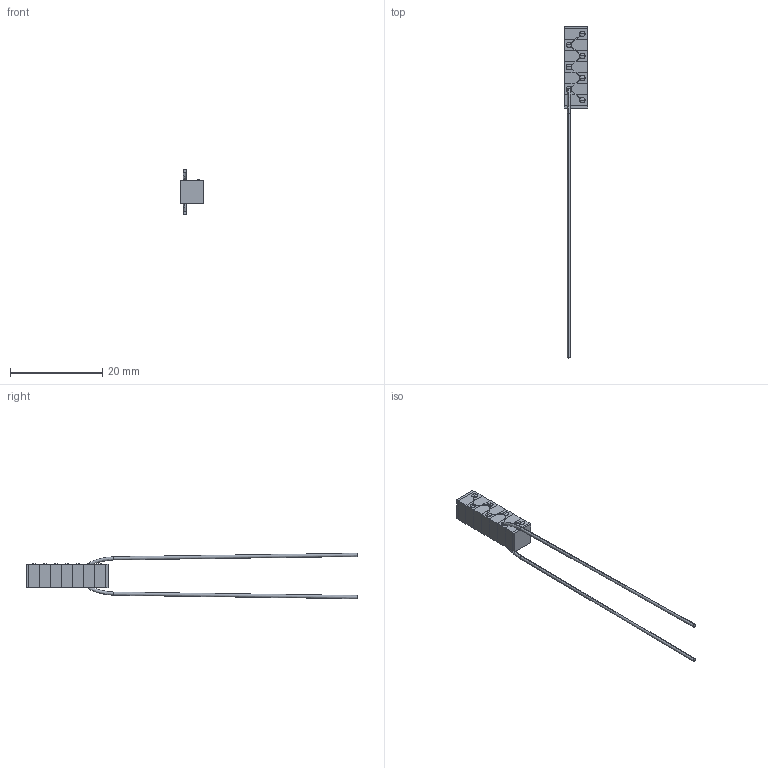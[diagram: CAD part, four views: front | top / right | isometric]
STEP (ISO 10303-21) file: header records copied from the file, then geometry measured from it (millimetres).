
FILE_DESCRIPTION (( 'STEP AP214' ), '1' );
FILE_NAME ('CTN002573.STEP', '2017-10-24T07:55:58', ( '' ), ( '' ), 'SwSTEP 2.0', 'SolidWorks 2016', '' );
FILE_SCHEMA (( 'AUTOMOTIVE_DESIGN' ));
Length unit declared in the file: millimetre
Products named in the file (1): CTN002573
Bounding box: 5 x 72.08 x 9.87 mm (x, y, z)
Volume: 491.3 mm3; surface area: 1079 mm2
Topology: 9 solids, 9 shells, 161 faces, 379 edges, 233 vertices
Faces by surface type: plane 76, cylinder 66, sphere 15, bspline 4
Entity records: 6005 total; most frequent: CARTESIAN_POINT 1596, ORIENTED_EDGE 758, DIRECTION 729, EDGE_CURVE 379, AXIS2_PLACEMENT_3D 264, VERTEX_POINT 233, VECTOR 201, LINE 201
